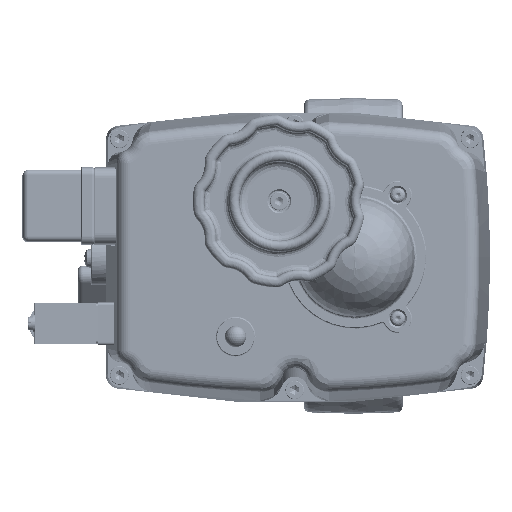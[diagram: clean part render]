
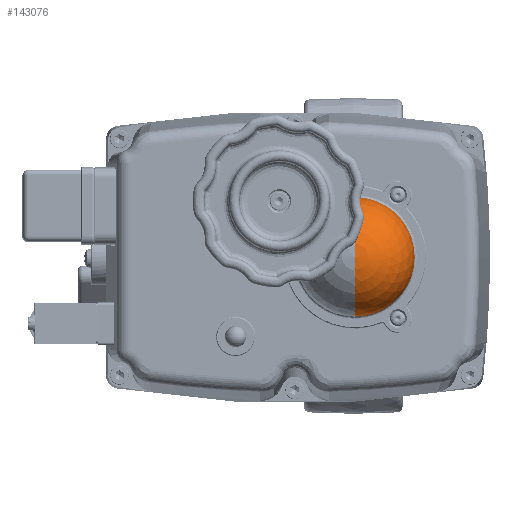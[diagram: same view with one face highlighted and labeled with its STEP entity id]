
A CAD part, top view. The second image highlights one B-rep face of the part: STEP entity #143076.
In plain terms, the highlighted spherical face has radius 22.5 mm.
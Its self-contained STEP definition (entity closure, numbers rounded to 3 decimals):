
#25318 = EDGE_LOOP ( 'NONE', ( #29072, #59821 ) ) ;
#28666 = DIRECTION ( 'NONE',  ( 0., 0., -1. ) ) ;
#29072 = ORIENTED_EDGE ( 'NONE', *, *, #209432, .T. ) ;
#33978 = CARTESIAN_POINT ( 'NONE',  ( 5.736, 22.387, 46.232 ) ) ;
#40430 = CARTESIAN_POINT ( 'NONE',  ( 5.736, -0.1, 46.232 ) ) ;
#45168 = SPHERICAL_SURFACE ( 'NONE', #190362, 22.5 ) ;
#47342 = DIRECTION ( 'NONE',  ( 0., 1., 0. ) ) ;
#59821 = ORIENTED_EDGE ( 'NONE', *, *, #211158, .F. ) ;
#60604 = CARTESIAN_POINT ( 'NONE',  ( 5.736, 22.387, 45.46 ) ) ;
#61439 = AXIS2_PLACEMENT_3D ( 'NONE', #33978, #170538, #184896 ) ;
#67133 = CARTESIAN_POINT ( 'NONE',  ( 5.736, 22.387, 45.46 ) ) ;
#93181 = VERTEX_POINT ( 'NONE', #152616 ) ;
#103482 = DIRECTION ( 'NONE',  ( 0., 0., 1. ) ) ;
#117037 = AXIS2_PLACEMENT_3D ( 'NONE', #67133, #121107, #103482 ) ;
#119036 = VERTEX_POINT ( 'NONE', #40430 ) ;
#121107 = DIRECTION ( 'NONE',  ( 1., 0., 0. ) ) ;
#143076 = ADVANCED_FACE ( 'NONE', ( #148720 ), #45168, .T. ) ;
#148720 = FACE_OUTER_BOUND ( 'NONE', #25318, .T. ) ;
#152616 = CARTESIAN_POINT ( 'NONE',  ( 5.736, 44.873, 46.232 ) ) ;
#170538 = DIRECTION ( 'NONE',  ( 0., 0., -1. ) ) ;
#184896 = DIRECTION ( 'NONE',  ( 0., -1., 0. ) ) ;
#190362 = AXIS2_PLACEMENT_3D ( 'NONE', #60604, #28666, #47342 ) ;
#201442 = CIRCLE ( 'NONE', #117037, 22.5 ) ;
#209432 = EDGE_CURVE ( 'NONE', #93181, #119036, #201442, .T. ) ;
#211158 = EDGE_CURVE ( 'NONE', #93181, #119036, #216210, .T. ) ;
#216210 = CIRCLE ( 'NONE', #61439, 22.487 ) ;
